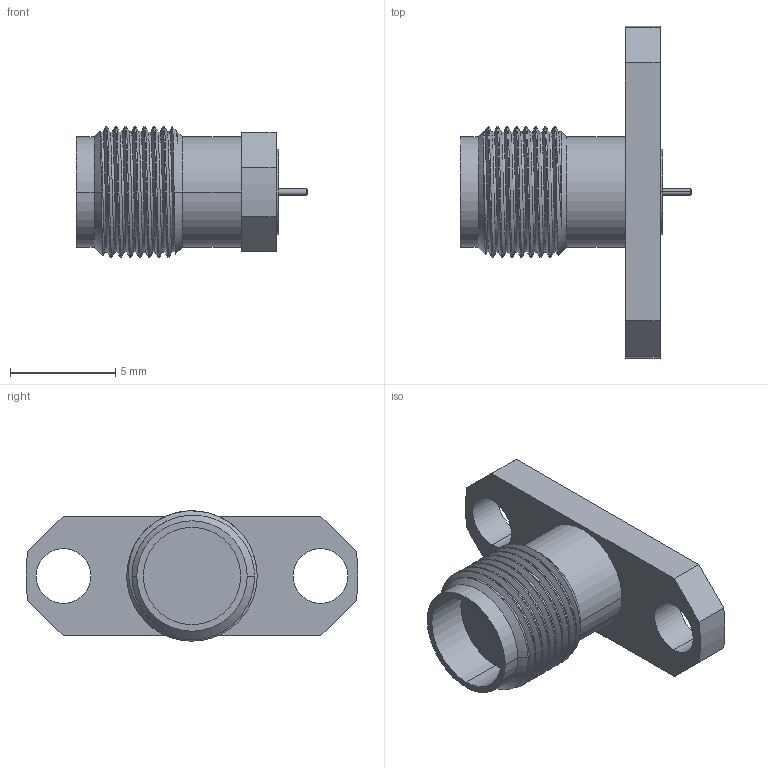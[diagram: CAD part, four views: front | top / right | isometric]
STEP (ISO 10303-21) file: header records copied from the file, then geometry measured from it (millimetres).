
FILE_DESCRIPTION (( 'STEP AP214' ), '1' );
FILE_NAME ('FMCN45923_3D.step', '2023-08-18T22:53:21', ( '' ), ( '' ), 'SwSTEP 2.0', 'SolidWorks 2022', '' );
FILE_SCHEMA (( 'AUTOMOTIVE_DESIGN' ));
Length unit declared in the file: millimetre
Products named in the file (1): FMCN45923_3D
Bounding box: 11 x 15.78 x 6.2 mm (x, y, z)
Volume: 281.8 mm3; surface area: 455.1 mm2
Topology: 1 solids, 1 shells, 81 faces, 194 edges, 128 vertices
Faces by surface type: cylinder 50, plane 21, cone 7, bspline 3
Entity records: 3864 total; most frequent: CARTESIAN_POINT 2006, ORIENTED_EDGE 388, DIRECTION 372, EDGE_CURVE 194, AXIS2_PLACEMENT_3D 149, VERTEX_POINT 128, EDGE_LOOP 98, FACE_OUTER_BOUND 81
